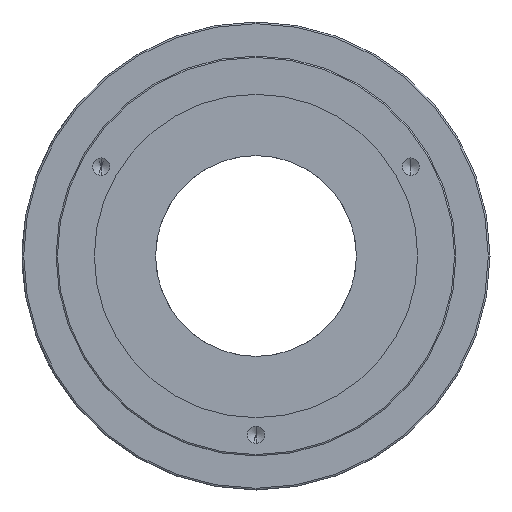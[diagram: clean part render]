
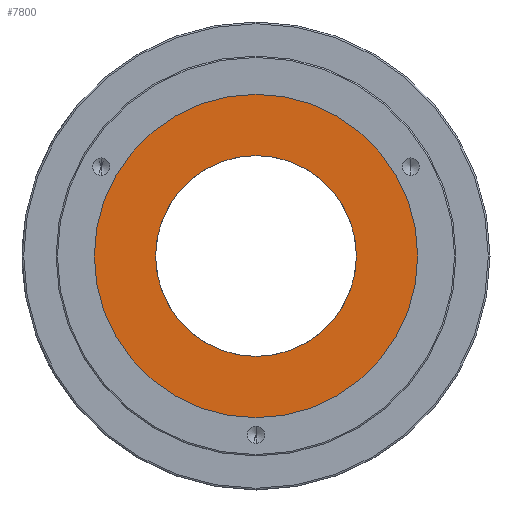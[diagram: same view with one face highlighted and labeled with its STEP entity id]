
A CAD part, front view. The second image highlights one B-rep face of the part: STEP entity #7800.
In plain terms, the highlighted planar face has unit normal (0, -1, 0).
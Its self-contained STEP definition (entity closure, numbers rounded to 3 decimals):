
#102 = DIRECTION ( 'NONE',  ( 0., 0., -1. ) ) ;
#463 = EDGE_LOOP ( 'NONE', ( #1263, #6241 ) ) ;
#638 = DIRECTION ( 'NONE',  ( 0., -1., 0. ) ) ;
#711 = EDGE_CURVE ( 'NONE', #3393, #4930, #2540, .T. ) ;
#900 = DIRECTION ( 'NONE',  ( 0., -1., 0. ) ) ;
#922 = AXIS2_PLACEMENT_3D ( 'NONE', #2678, #638, #1985 ) ;
#1263 = ORIENTED_EDGE ( 'NONE', *, *, #4565, .T. ) ;
#1702 = CIRCLE ( 'NONE', #4509, 59. ) ;
#1906 = EDGE_LOOP ( 'NONE', ( #1966, #3250 ) ) ;
#1966 = ORIENTED_EDGE ( 'NONE', *, *, #6957, .T. ) ;
#1985 = DIRECTION ( 'NONE',  ( 0., 0., -1. ) ) ;
#2468 = CARTESIAN_POINT ( 'NONE',  ( 0., 6., -95. ) ) ;
#2540 = CIRCLE ( 'NONE', #922, 95. ) ;
#2652 = DIRECTION ( 'NONE',  ( 0., 0., -1. ) ) ;
#2678 = CARTESIAN_POINT ( 'NONE',  ( 0., 6., 0. ) ) ;
#2825 = CARTESIAN_POINT ( 'NONE',  ( 0., 6., -59. ) ) ;
#3250 = ORIENTED_EDGE ( 'NONE', *, *, #711, .T. ) ;
#3393 = VERTEX_POINT ( 'NONE', #7711 ) ;
#3651 = PLANE ( 'NONE',  #8466 ) ;
#3787 = FACE_BOUND ( 'NONE', #463, .T. ) ;
#3916 = AXIS2_PLACEMENT_3D ( 'NONE', #7597, #6996, #2652 ) ;
#4106 = CARTESIAN_POINT ( 'NONE',  ( 0., 6., 59. ) ) ;
#4164 = EDGE_CURVE ( 'NONE', #8773, #5542, #5848, .T. ) ;
#4430 = FACE_OUTER_BOUND ( 'NONE', #1906, .T. ) ;
#4509 = AXIS2_PLACEMENT_3D ( 'NONE', #7763, #5752, #9220 ) ;
#4565 = EDGE_CURVE ( 'NONE', #5542, #8773, #1702, .T. ) ;
#4643 = DIRECTION ( 'NONE',  ( 0., 0., -1. ) ) ;
#4930 = VERTEX_POINT ( 'NONE', #2468 ) ;
#5542 = VERTEX_POINT ( 'NONE', #2825 ) ;
#5752 = DIRECTION ( 'NONE',  ( 0., 1., 0. ) ) ;
#5848 = CIRCLE ( 'NONE', #3916, 59. ) ;
#6226 = CIRCLE ( 'NONE', #6981, 95. ) ;
#6241 = ORIENTED_EDGE ( 'NONE', *, *, #4164, .T. ) ;
#6957 = EDGE_CURVE ( 'NONE', #4930, #3393, #6226, .T. ) ;
#6981 = AXIS2_PLACEMENT_3D ( 'NONE', #8352, #9049, #4643 ) ;
#6996 = DIRECTION ( 'NONE',  ( 0., 1., 0. ) ) ;
#7286 = CARTESIAN_POINT ( 'NONE',  ( 0., 6., 0. ) ) ;
#7597 = CARTESIAN_POINT ( 'NONE',  ( 0., 6., 0. ) ) ;
#7711 = CARTESIAN_POINT ( 'NONE',  ( 0., 6., 95. ) ) ;
#7763 = CARTESIAN_POINT ( 'NONE',  ( 0., 6., 0. ) ) ;
#7800 = ADVANCED_FACE ( 'NONE', ( #3787, #4430 ), #3651, .T. ) ;
#8352 = CARTESIAN_POINT ( 'NONE',  ( 0., 6., 0. ) ) ;
#8466 = AXIS2_PLACEMENT_3D ( 'NONE', #7286, #900, #102 ) ;
#8773 = VERTEX_POINT ( 'NONE', #4106 ) ;
#9049 = DIRECTION ( 'NONE',  ( 0., -1., 0. ) ) ;
#9220 = DIRECTION ( 'NONE',  ( 0., 0., -1. ) ) ;
